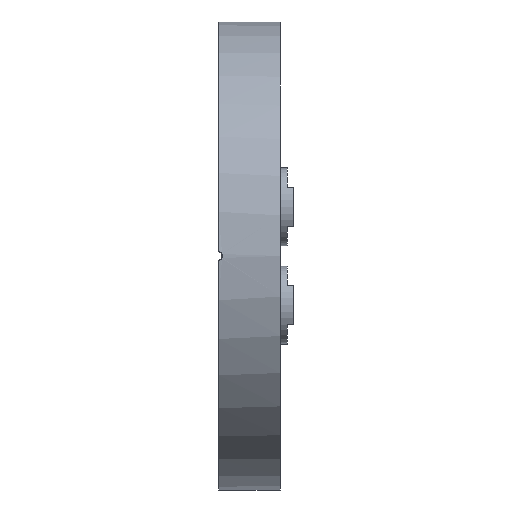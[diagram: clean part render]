
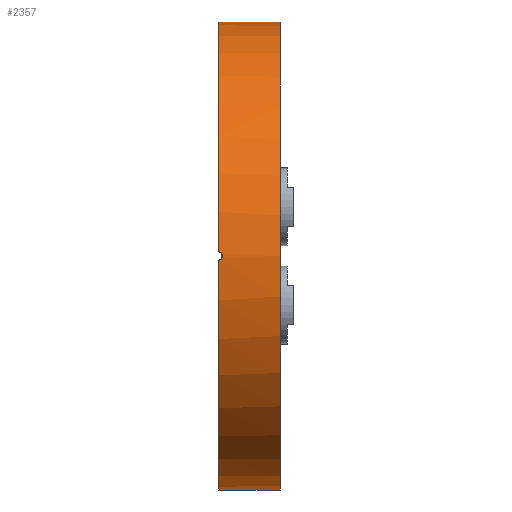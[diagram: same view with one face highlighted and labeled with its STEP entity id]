
A CAD part, left-side view. The second image highlights one B-rep face of the part: STEP entity #2357.
In plain terms, the highlighted cylindrical face has radius 57.15 mm (diameter 114.3 mm), a partial arc.
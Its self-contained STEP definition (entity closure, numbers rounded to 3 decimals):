
#71 = DIRECTION ( 'NONE',  ( 0., 1., 0. ) ) ;
#97 = EDGE_LOOP ( 'NONE', ( #3641, #2186, #556, #651, #329, #2027 ) ) ;
#99 = CYLINDRICAL_SURFACE ( 'NONE', #473, 57.15 ) ;
#176 = EDGE_CURVE ( 'NONE', #3456, #457, #1020, .T. ) ;
#228 = FACE_OUTER_BOUND ( 'NONE', #97, .T. ) ;
#275 = CARTESIAN_POINT ( 'NONE',  ( -57.15, -1., 0.131 ) ) ;
#329 = ORIENTED_EDGE ( 'NONE', *, *, #2794, .T. ) ;
#365 = VECTOR ( 'NONE', #4841, 1000. ) ;
#457 = VERTEX_POINT ( 'NONE', #4696 ) ;
#473 = AXIS2_PLACEMENT_3D ( 'NONE', #1947, #1532, #1516 ) ;
#525 = CARTESIAN_POINT ( 'NONE',  ( 0., -15., 57.15 ) ) ;
#556 = ORIENTED_EDGE ( 'NONE', *, *, #176, .T. ) ;
#580 = EDGE_CURVE ( 'NONE', #4323, #3456, #3532, .T. ) ;
#651 = ORIENTED_EDGE ( 'NONE', *, *, #1353, .F. ) ;
#704 = CARTESIAN_POINT ( 'NONE',  ( -57.15, -0.974, -0.261 ) ) ;
#862 = EDGE_CURVE ( 'NONE', #2712, #3311, #3339, .T. ) ;
#968 = DIRECTION ( 'NONE',  ( 0., 1., 0. ) ) ;
#1020 = LINE ( 'NONE', #525, #4220 ) ;
#1099 = CARTESIAN_POINT ( 'NONE',  ( -57.141, 0., -1. ) ) ;
#1149 = CARTESIAN_POINT ( 'NONE',  ( -57.147, -0.801, -0.613 ) ) ;
#1290 = CARTESIAN_POINT ( 'NONE',  ( 0., -15., -57.15 ) ) ;
#1353 = EDGE_CURVE ( 'NONE', #4056, #457, #2235, .T. ) ;
#1516 = DIRECTION ( 'NONE',  ( 0., 0., 1. ) ) ;
#1517 = DIRECTION ( 'NONE',  ( 0., 1., 0. ) ) ;
#1532 = DIRECTION ( 'NONE',  ( 0., 1., 0. ) ) ;
#1537 = CARTESIAN_POINT ( 'NONE',  ( -57.141, 0., 1. ) ) ;
#1565 = CARTESIAN_POINT ( 'NONE',  ( -57.141, -0.264, -1. ) ) ;
#1603 = AXIS2_PLACEMENT_3D ( 'NONE', #4776, #2295, #5193 ) ;
#1947 = CARTESIAN_POINT ( 'NONE',  ( 0., -15., 0. ) ) ;
#1978 = CARTESIAN_POINT ( 'NONE',  ( -57.141, 0., 1. ) ) ;
#1981 = CARTESIAN_POINT ( 'NONE',  ( -57.143, -0.504, 0.874 ) ) ;
#2027 = ORIENTED_EDGE ( 'NONE', *, *, #862, .F. ) ;
#2186 = ORIENTED_EDGE ( 'NONE', *, *, #580, .T. ) ;
#2235 = CIRCLE ( 'NONE', #2413, 57.15 ) ;
#2295 = DIRECTION ( 'NONE',  ( 0., 1., 0. ) ) ;
#2306 = EDGE_CURVE ( 'NONE', #4323, #2712, #2606, .T. ) ;
#2342 = AXIS2_PLACEMENT_3D ( 'NONE', #4021, #1517, #4448 ) ;
#2357 = ADVANCED_FACE ( 'NONE', ( #228 ), #99, .T. ) ;
#2391 = CARTESIAN_POINT ( 'NONE',  ( -57.147, -0.799, 0.615 ) ) ;
#2413 = AXIS2_PLACEMENT_3D ( 'NONE', #2599, #71, #3016 ) ;
#2470 = CARTESIAN_POINT ( 'NONE',  ( 0., -15., 57.15 ) ) ;
#2599 = CARTESIAN_POINT ( 'NONE',  ( 0., 0., 0. ) ) ;
#2606 = LINE ( 'NONE', #5252, #365 ) ;
#2712 = VERTEX_POINT ( 'NONE', #3992 ) ;
#2794 = EDGE_CURVE ( 'NONE', #4056, #3311, #4858, .T. ) ;
#2805 = CARTESIAN_POINT ( 'NONE',  ( -57.15, -0.974, 0.263 ) ) ;
#3016 = DIRECTION ( 'NONE',  ( 0., 0., 1. ) ) ;
#3217 = CARTESIAN_POINT ( 'NONE',  ( -57.15, -1., -0.13 ) ) ;
#3311 = VERTEX_POINT ( 'NONE', #1099 ) ;
#3339 = CIRCLE ( 'NONE', #2342, 57.15 ) ;
#3456 = VERTEX_POINT ( 'NONE', #2470 ) ;
#3532 = CIRCLE ( 'NONE', #1603, 57.15 ) ;
#3641 = ORIENTED_EDGE ( 'NONE', *, *, #2306, .F. ) ;
#3650 = CARTESIAN_POINT ( 'NONE',  ( -57.148, -0.874, -0.503 ) ) ;
#3992 = CARTESIAN_POINT ( 'NONE',  ( 0., 0., -57.15 ) ) ;
#4021 = CARTESIAN_POINT ( 'NONE',  ( 0., 0., 0. ) ) ;
#4047 = CARTESIAN_POINT ( 'NONE',  ( -57.141, -0.132, 1. ) ) ;
#4056 = VERTEX_POINT ( 'NONE', #1978 ) ;
#4058 = CARTESIAN_POINT ( 'NONE',  ( -57.143, -0.521, -0.893 ) ) ;
#4220 = VECTOR ( 'NONE', #968, 1000. ) ;
#4323 = VERTEX_POINT ( 'NONE', #1290 ) ;
#4448 = DIRECTION ( 'NONE',  ( 0., 0., 1. ) ) ;
#4467 = CARTESIAN_POINT ( 'NONE',  ( -57.142, -0.262, 0.974 ) ) ;
#4484 = CARTESIAN_POINT ( 'NONE',  ( -57.141, 0., -1. ) ) ;
#4696 = CARTESIAN_POINT ( 'NONE',  ( 0., 0., 57.15 ) ) ;
#4776 = CARTESIAN_POINT ( 'NONE',  ( 0., -15., 0. ) ) ;
#4841 = DIRECTION ( 'NONE',  ( 0., 1., 0. ) ) ;
#4858 = B_SPLINE_CURVE_WITH_KNOTS ( 'NONE', 3,
 ( #1537, #4047, #4467, #1981, #4892, #2391, #5304, #2805, #275, #3217, #704, #3650, #1149, #4058, #1565, #4484 ),
 .UNSPECIFIED., .F., .F.,
 ( 4, 2, 2, 2, 2, 2, 2, 4 ),
 ( 0., 0., 0.001, 0.001, 0.002, 0.002, 0.002, 0.003 ),
 .UNSPECIFIED. ) ;
#4892 = CARTESIAN_POINT ( 'NONE',  ( -57.144, -0.615, 0.799 ) ) ;
#5193 = DIRECTION ( 'NONE',  ( 0., 0., 1. ) ) ;
#5252 = CARTESIAN_POINT ( 'NONE',  ( 0., -15., -57.15 ) ) ;
#5304 = CARTESIAN_POINT ( 'NONE',  ( -57.148, -0.874, 0.503 ) ) ;
